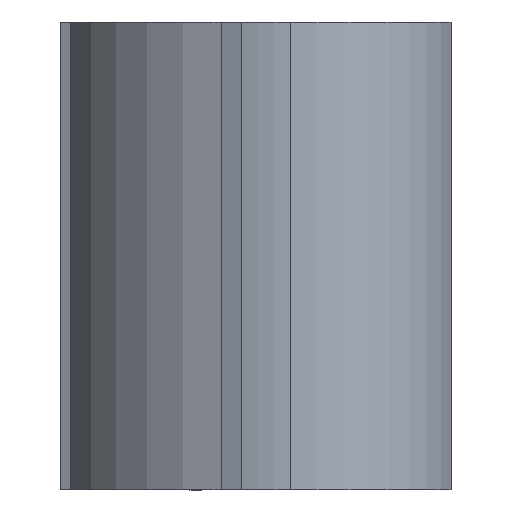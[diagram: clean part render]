
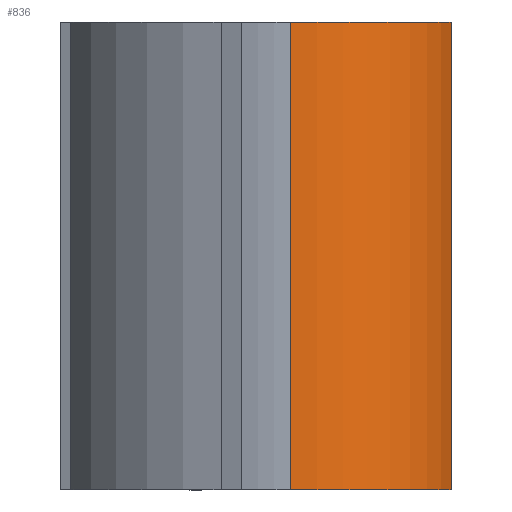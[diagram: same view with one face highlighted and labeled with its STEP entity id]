
A CAD part, left-side view. The second image highlights one B-rep face of the part: STEP entity #836.
In plain terms, the highlighted cylindrical face has radius 10.8 mm (diameter 21.6 mm), a partial arc.
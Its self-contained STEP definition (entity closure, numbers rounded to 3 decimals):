
#4 = DIRECTION ( 'NONE',  ( 0., 0., 1. ) ) ;
#47 = EDGE_CURVE ( 'NONE', #1359, #191, #564, .T. ) ;
#54 = CYLINDRICAL_SURFACE ( 'NONE', #376, 10.8 ) ;
#99 = DIRECTION ( 'NONE',  ( 0., 0., -1. ) ) ;
#148 = VERTEX_POINT ( 'NONE', #1253 ) ;
#165 = VERTEX_POINT ( 'NONE', #726 ) ;
#175 = VECTOR ( 'NONE', #99, 1000. ) ;
#182 = AXIS2_PLACEMENT_3D ( 'NONE', #1310, #362, #682 ) ;
#191 = VERTEX_POINT ( 'NONE', #1270 ) ;
#205 = DIRECTION ( 'NONE',  ( 0., 0., -1. ) ) ;
#214 = CARTESIAN_POINT ( 'NONE',  ( -7.576, -70.846, 30. ) ) ;
#332 = FACE_OUTER_BOUND ( 'NONE', #1010, .T. ) ;
#340 = ORIENTED_EDGE ( 'NONE', *, *, #47, .F. ) ;
#362 = DIRECTION ( 'NONE',  ( 0., 0., 1. ) ) ;
#376 = AXIS2_PLACEMENT_3D ( 'NONE', #1272, #205, #1286 ) ;
#419 = DIRECTION ( 'NONE',  ( 1., 0., 0. ) ) ;
#489 = LINE ( 'NONE', #594, #999 ) ;
#522 = EDGE_CURVE ( 'NONE', #165, #148, #489, .T. ) ;
#564 = LINE ( 'NONE', #214, #175 ) ;
#594 = CARTESIAN_POINT ( 'NONE',  ( -15.132, -60.545, 30. ) ) ;
#613 = ORIENTED_EDGE ( 'NONE', *, *, #938, .F. ) ;
#682 = DIRECTION ( 'NONE',  ( 1., 0., 0. ) ) ;
#726 = CARTESIAN_POINT ( 'NONE',  ( -15.132, -60.545, 30. ) ) ;
#836 = ADVANCED_FACE ( 'NONE', ( #332 ), #54, .T. ) ;
#841 = CIRCLE ( 'NONE', #182, 10.8 ) ;
#925 = CIRCLE ( 'NONE', #1195, 10.8 ) ;
#938 = EDGE_CURVE ( 'NONE', #165, #1359, #841, .T. ) ;
#999 = VECTOR ( 'NONE', #1009, 1000. ) ;
#1009 = DIRECTION ( 'NONE',  ( 0., 0., -1. ) ) ;
#1010 = EDGE_LOOP ( 'NONE', ( #613, #1179, #1080, #340 ) ) ;
#1080 = ORIENTED_EDGE ( 'NONE', *, *, #1191, .T. ) ;
#1179 = ORIENTED_EDGE ( 'NONE', *, *, #522, .T. ) ;
#1191 = EDGE_CURVE ( 'NONE', #148, #191, #925, .T. ) ;
#1195 = AXIS2_PLACEMENT_3D ( 'NONE', #1347, #4, #419 ) ;
#1203 = CARTESIAN_POINT ( 'NONE',  ( -7.576, -70.846, 30. ) ) ;
#1253 = CARTESIAN_POINT ( 'NONE',  ( -15.132, -60.545, 0. ) ) ;
#1270 = CARTESIAN_POINT ( 'NONE',  ( -7.576, -70.846, 0. ) ) ;
#1272 = CARTESIAN_POINT ( 'NONE',  ( -4.332, -60.545, 30. ) ) ;
#1286 = DIRECTION ( 'NONE',  ( -1., 0., 0. ) ) ;
#1310 = CARTESIAN_POINT ( 'NONE',  ( -4.332, -60.545, 30. ) ) ;
#1347 = CARTESIAN_POINT ( 'NONE',  ( -4.332, -60.545, 0. ) ) ;
#1359 = VERTEX_POINT ( 'NONE', #1203 ) ;
